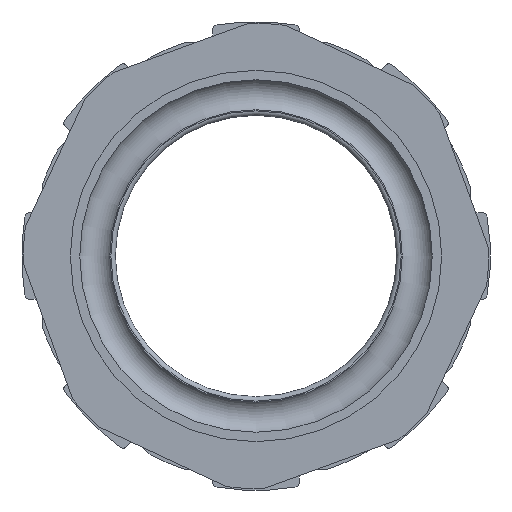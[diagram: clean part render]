
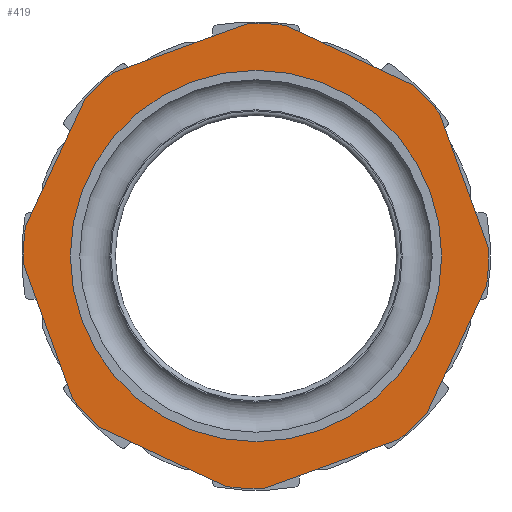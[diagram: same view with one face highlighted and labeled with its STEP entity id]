
A CAD part, front view. The second image highlights one B-rep face of the part: STEP entity #419.
In plain terms, the highlighted planar face has unit normal (0, -1, 0).
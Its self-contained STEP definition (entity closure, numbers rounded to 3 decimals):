
#419=ADVANCED_FACE('',(#1532,#1534),#1536,.T.);
#1532=FACE_BOUND('',#1533,.T.);
#1533=EDGE_LOOP('',(#2421,#2422,#2423,#2424,#2425,#2426,#2427,#2428,#2429,#2430,
#2431,#2432,#2433,#2434,#2435,#2436));
#1534=FACE_BOUND('',#1535,.T.);
#1535=EDGE_LOOP('',(#2437));
#1536=PLANE('',#1537);
#1537=AXIS2_PLACEMENT_3D('',#1538,#1539,#1540);
#1538=CARTESIAN_POINT('',(0.,-25.13,0.));
#1539=DIRECTION('',(0.,-1.,0.));
#1540=DIRECTION('',(-0.342,0.,0.94));
#2421=ORIENTED_EDGE('',*,*,#2964,.T.);
#2422=ORIENTED_EDGE('',*,*,#2939,.T.);
#2423=ORIENTED_EDGE('',*,*,#2965,.T.);
#2424=ORIENTED_EDGE('',*,*,#2961,.T.);
#2425=ORIENTED_EDGE('',*,*,#2966,.T.);
#2426=ORIENTED_EDGE('',*,*,#2957,.T.);
#2427=ORIENTED_EDGE('',*,*,#2967,.T.);
#2428=ORIENTED_EDGE('',*,*,#2953,.T.);
#2429=ORIENTED_EDGE('',*,*,#2968,.T.);
#2430=ORIENTED_EDGE('',*,*,#2949,.T.);
#2431=ORIENTED_EDGE('',*,*,#2969,.T.);
#2432=ORIENTED_EDGE('',*,*,#2945,.T.);
#2433=ORIENTED_EDGE('',*,*,#2970,.T.);
#2434=ORIENTED_EDGE('',*,*,#2941,.T.);
#2435=ORIENTED_EDGE('',*,*,#2971,.T.);
#2436=ORIENTED_EDGE('',*,*,#2933,.T.);
#2437=ORIENTED_EDGE('',*,*,#2972,.F.);
#2933=EDGE_CURVE('',#3276,#3274,#3277,.T.);
#2939=EDGE_CURVE('',#3281,#3286,#3288,.T.);
#2941=EDGE_CURVE('',#3292,#3290,#3293,.T.);
#2945=EDGE_CURVE('',#3300,#3298,#3301,.T.);
#2949=EDGE_CURVE('',#3308,#3306,#3309,.T.);
#2953=EDGE_CURVE('',#3316,#3314,#3317,.T.);
#2957=EDGE_CURVE('',#3324,#3322,#3325,.T.);
#2961=EDGE_CURVE('',#3332,#3330,#3333,.T.);
#2964=EDGE_CURVE('',#3274,#3281,#3337,.T.);
#2965=EDGE_CURVE('',#3286,#3332,#3338,.T.);
#2966=EDGE_CURVE('',#3330,#3324,#3339,.T.);
#2967=EDGE_CURVE('',#3322,#3316,#3340,.T.);
#2968=EDGE_CURVE('',#3314,#3308,#3341,.T.);
#2969=EDGE_CURVE('',#3306,#3300,#3342,.T.);
#2970=EDGE_CURVE('',#3298,#3292,#3343,.T.);
#2971=EDGE_CURVE('',#3290,#3276,#3344,.T.);
#2972=EDGE_CURVE('',#3345,#3345,#3346,.T.);
#3274=VERTEX_POINT('',#3933);
#3276=VERTEX_POINT('',#3937);
#3277=CIRCLE('',#3938,31.);
#3281=VERTEX_POINT('',#3950);
#3286=VERTEX_POINT('',#3960);
#3288=CIRCLE('',#3964,31.);
#3290=VERTEX_POINT('',#3969);
#3292=VERTEX_POINT('',#3973);
#3293=CIRCLE('',#3974,31.);
#3298=VERTEX_POINT('',#3987);
#3300=VERTEX_POINT('',#3991);
#3301=CIRCLE('',#3992,31.);
#3306=VERTEX_POINT('',#4005);
#3308=VERTEX_POINT('',#4009);
#3309=CIRCLE('',#4010,31.);
#3314=VERTEX_POINT('',#4023);
#3316=VERTEX_POINT('',#4027);
#3317=CIRCLE('',#4028,31.);
#3322=VERTEX_POINT('',#4041);
#3324=VERTEX_POINT('',#4045);
#3325=CIRCLE('',#4046,31.);
#3330=VERTEX_POINT('',#4059);
#3332=VERTEX_POINT('',#4063);
#3333=CIRCLE('',#4064,31.);
#3337=LINE('',#4076,#4077);
#3338=LINE('',#4079,#4080);
#3339=LINE('',#4082,#4083);
#3340=LINE('',#4085,#4086);
#3341=LINE('',#4088,#4089);
#3342=LINE('',#4091,#4092);
#3343=LINE('',#4094,#4095);
#3344=LINE('',#4097,#4098);
#3345=VERTEX_POINT('',#4100);
#3346=CIRCLE('',#4101,24.75);
#3933=CARTESIAN_POINT('',(-1.138,-25.13,30.979));
#3937=CARTESIAN_POINT('',(3.904,-25.13,30.753));
#3938=AXIS2_PLACEMENT_3D('',#3939,#3940,#3941);
#3939=CARTESIAN_POINT('',(0.,-25.13,0.));
#3940=DIRECTION('',(0.,-1.,0.));
#3941=DIRECTION('',(0.126,0.,0.992));
#3950=CARTESIAN_POINT('',(-19.041,-25.13,24.463));
#3960=CARTESIAN_POINT('',(-22.758,-25.13,21.049));
#3964=AXIS2_PLACEMENT_3D('',#3965,#3966,#3967);
#3965=CARTESIAN_POINT('',(0.,-25.13,0.));
#3966=DIRECTION('',(0.,-1.,0.));
#3967=DIRECTION('',(-0.614,0.,0.789));
#3969=CARTESIAN_POINT('',(21.049,-25.13,22.758));
#3973=CARTESIAN_POINT('',(24.463,-25.13,19.041));
#3974=AXIS2_PLACEMENT_3D('',#3975,#3976,#3977);
#3975=CARTESIAN_POINT('',(0.,-25.13,0.));
#3976=DIRECTION('',(0.,-1.,0.));
#3977=DIRECTION('',(0.789,0.,0.614));
#3987=CARTESIAN_POINT('',(30.979,-25.13,1.138));
#3991=CARTESIAN_POINT('',(30.753,-25.13,-3.904));
#3992=AXIS2_PLACEMENT_3D('',#3993,#3994,#3995);
#3993=CARTESIAN_POINT('',(0.,-25.13,0.));
#3994=DIRECTION('',(0.,-1.,0.));
#3995=DIRECTION('',(0.992,0.,-0.126));
#4005=CARTESIAN_POINT('',(22.758,-25.13,-21.049));
#4009=CARTESIAN_POINT('',(19.041,-25.13,-24.463));
#4010=AXIS2_PLACEMENT_3D('',#4011,#4012,#4013);
#4011=CARTESIAN_POINT('',(0.,-25.13,0.));
#4012=DIRECTION('',(0.,-1.,0.));
#4013=DIRECTION('',(0.614,0.,-0.789));
#4023=CARTESIAN_POINT('',(1.138,-25.13,-30.979));
#4027=CARTESIAN_POINT('',(-3.904,-25.13,-30.753));
#4028=AXIS2_PLACEMENT_3D('',#4029,#4030,#4031);
#4029=CARTESIAN_POINT('',(0.,-25.13,0.));
#4030=DIRECTION('',(0.,-1.,0.));
#4031=DIRECTION('',(-0.126,0.,-0.992));
#4041=CARTESIAN_POINT('',(-21.049,-25.13,-22.758));
#4045=CARTESIAN_POINT('',(-24.463,-25.13,-19.041));
#4046=AXIS2_PLACEMENT_3D('',#4047,#4048,#4049);
#4047=CARTESIAN_POINT('',(0.,-25.13,0.));
#4048=DIRECTION('',(0.,-1.,0.));
#4049=DIRECTION('',(-0.789,0.,-0.614));
#4059=CARTESIAN_POINT('',(-30.979,-25.13,-1.138));
#4063=CARTESIAN_POINT('',(-30.753,-25.13,3.904));
#4064=AXIS2_PLACEMENT_3D('',#4065,#4066,#4067);
#4065=CARTESIAN_POINT('',(0.,-25.13,0.));
#4066=DIRECTION('',(0.,-1.,0.));
#4067=DIRECTION('',(-0.992,0.,0.126));
#4076=CARTESIAN_POINT('',(-1.138,-25.13,30.979));
#4077=VECTOR('',#4078,1.);
#4078=DIRECTION('',(-0.94,0.,-0.342));
#4079=CARTESIAN_POINT('',(-22.758,-25.13,21.049));
#4080=VECTOR('',#4081,1.);
#4081=DIRECTION('',(-0.423,0.,-0.906));
#4082=CARTESIAN_POINT('',(-30.979,-25.13,-1.138));
#4083=VECTOR('',#4084,1.);
#4084=DIRECTION('',(0.342,0.,-0.94));
#4085=CARTESIAN_POINT('',(-21.049,-25.13,-22.758));
#4086=VECTOR('',#4087,1.);
#4087=DIRECTION('',(0.906,0.,-0.423));
#4088=CARTESIAN_POINT('',(1.138,-25.13,-30.979));
#4089=VECTOR('',#4090,1.);
#4090=DIRECTION('',(0.94,0.,0.342));
#4091=CARTESIAN_POINT('',(22.758,-25.13,-21.049));
#4092=VECTOR('',#4093,1.);
#4093=DIRECTION('',(0.423,0.,0.906));
#4094=CARTESIAN_POINT('',(30.979,-25.13,1.138));
#4095=VECTOR('',#4096,1.);
#4096=DIRECTION('',(-0.342,0.,0.94));
#4097=CARTESIAN_POINT('',(21.049,-25.13,22.758));
#4098=VECTOR('',#4099,1.);
#4099=DIRECTION('',(-0.906,0.,0.423));
#4100=CARTESIAN_POINT('',(-8.465,-25.13,23.257));
#4101=AXIS2_PLACEMENT_3D('',#4102,#4103,#4104);
#4102=CARTESIAN_POINT('',(0.,-25.13,0.));
#4103=DIRECTION('',(0.,-1.,0.));
#4104=DIRECTION('',(-0.342,0.,0.94));
